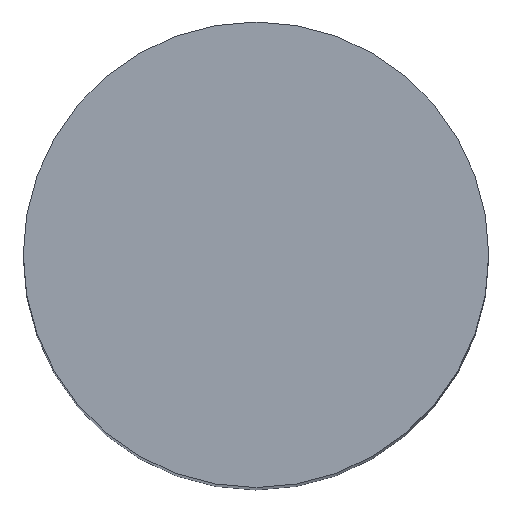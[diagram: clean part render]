
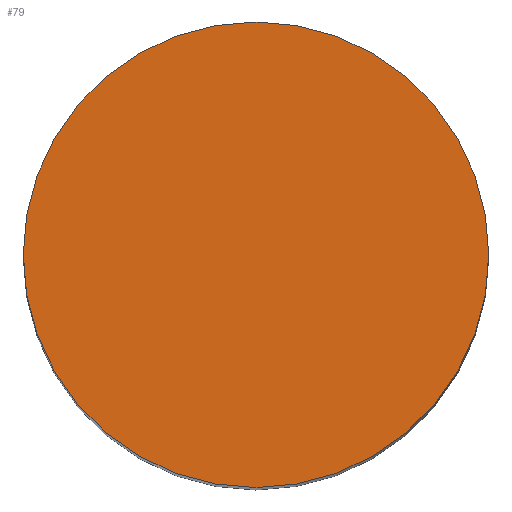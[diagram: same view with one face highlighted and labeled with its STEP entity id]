
A CAD part, top view. The second image highlights one B-rep face of the part: STEP entity #79.
In plain terms, the highlighted planar face has unit normal (0, 0, 1).
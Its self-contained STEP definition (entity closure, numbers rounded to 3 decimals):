
#79=ADVANCED_FACE('',(#92),#93,.T.);
#92=FACE_OUTER_BOUND('',#105,.T.);
#93=PLANE('',#106);
#105=EDGE_LOOP('',(#126));
#106=AXIS2_PLACEMENT_3D('',#127,#128,#129);
#126=ORIENTED_EDGE('',*,*,#133,.T.);
#127=CARTESIAN_POINT('',(0.,15.0,0.));
#128=DIRECTION('',(0.,0.,1.0));
#129=DIRECTION('',(0.,1.0,0.));
#133=EDGE_CURVE('',#140,#140,#141,.T.);
#140=VERTEX_POINT('',#148);
#141=CIRCLE('',#149,30.0);
#148=CARTESIAN_POINT('',(0.,30.0,0.));
#149=AXIS2_PLACEMENT_3D('',#159,#160,#161);
#159=CARTESIAN_POINT('',(0.,0.,0.));
#160=DIRECTION('',(0.,0.,1.0));
#161=DIRECTION('',(0.,1.0,0.));
